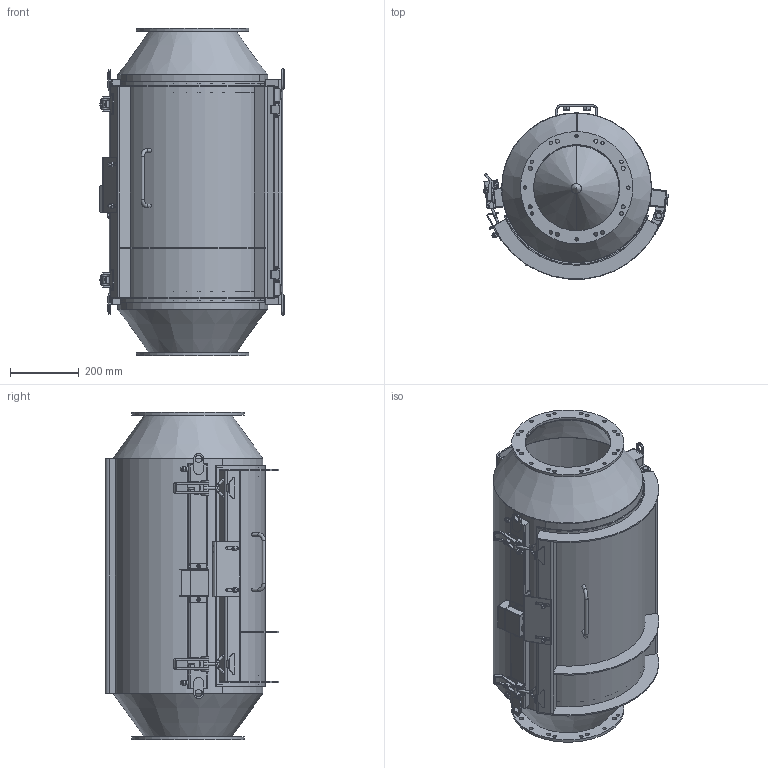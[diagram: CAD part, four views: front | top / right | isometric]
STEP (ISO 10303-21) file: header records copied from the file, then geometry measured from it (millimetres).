
FILE_DESCRIPTION(/* description */ (''),/* implementation_level */ '2;1');
FILE_NAME(/* name */ 'SPPE000063.stp',/* time_stamp */ '2018-03-19T09:31:25+01:00',/* author */ ('pw'),/* organization */ (''),/* preprocessor_version */ 'ST-DEVELOPER v16.5',/* originating_system */ 'Autodesk Inventor 2017',/* authorisation */ '');
FILE_SCHEMA (('AUTOMOTIVE_DESIGN { 1 0 10303 214 3 1 1 }'));
Length unit declared in the file: millimetre
Products named in the file (1): SPPE000063
Bounding box: 535.99 x 504.56 x 950 mm (x, y, z)
Volume: 7847057.6 mm3; surface area: 4687518.8 mm2
Topology: 75 solids, 75 shells, 1161 faces, 2685 edges, 1680 vertices
Faces by surface type: plane 651, cylinder 373, cone 106, torus 20, bspline 6, sphere 5
Full cylindrical faces by diameter (mm): 1.7 x4, 2.459 x2, 3 x4, 3.242 x2, 4 x8, 6 x6, 6.3 x2, 6.647 x4, 7 x12, 8 x6, 8.1 x2, 10 x31, 10.106 x5, 11.5 x16, 12 x3, 12.5 x4, 13 x2, 13.5 x4, 14 x3, 15.2 x4, 16 x6, 16.2 x4, 16.5 x3, 17.4 x1, 19 x2, 21 x4, 26 x1, 28 x2, 30 x4, 31 x2
Entity records: 33588 total; most frequent: CARTESIAN_POINT 6820, DIRECTION 5370, ORIENTED_EDGE 4754, EDGE_CURVE 2375, AXIS2_PLACEMENT_3D 2015, EDGE_LOOP 1638, VERTEX_POINT 1629, LINE 1340
